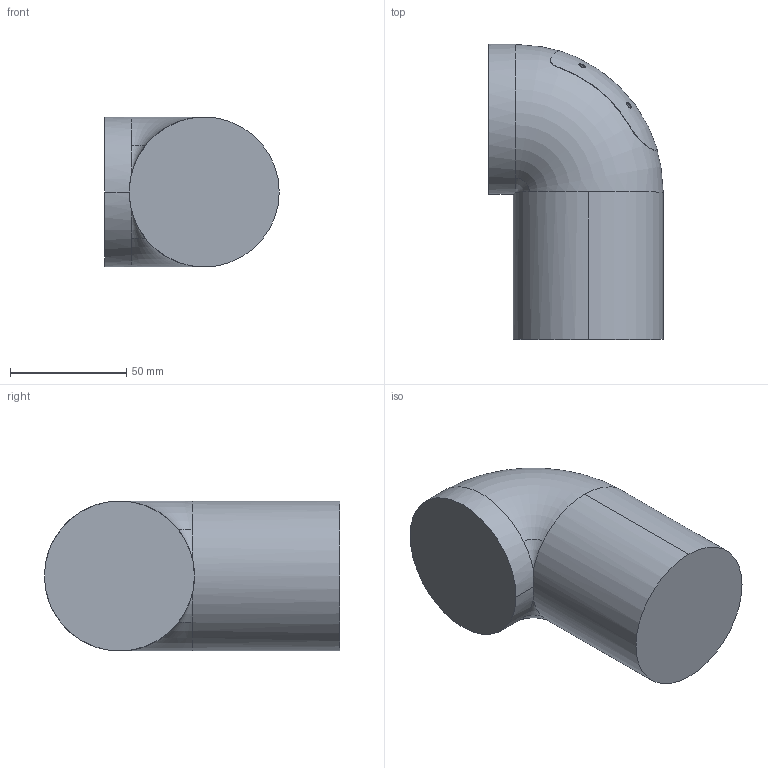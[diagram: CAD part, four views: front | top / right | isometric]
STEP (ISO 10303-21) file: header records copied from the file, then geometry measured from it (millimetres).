
FILE_DESCRIPTION (( 'STEP AP203' ), '1' );
FILE_NAME ('p2_Default_sldprt.STEP', '2024-01-07T19:18:48', ( '' ), ( '' ), 'SwSTEP 2.0', 'SolidWorks 2021', '' );
FILE_SCHEMA (( 'CONFIG_CONTROL_DESIGN' ));
Length unit declared in the file: millimetre
Products named in the file (1): p2_Default_sldprt
Bounding box: 75.11 x 127.05 x 64.57 mm (x, y, z)
Volume: 409354.6 mm3; surface area: 37184.6 mm2
Topology: 2 solids, 2 shells, 84 faces, 280 edges, 203 vertices
Faces by surface type: bspline 66, torus 10, cylinder 4, plane 2, cone 2
Entity records: 6637 total; most frequent: CARTESIAN_POINT 4751, ORIENTED_EDGE 556, EDGE_CURVE 278, B_SPLINE_CURVE_WITH_KNOTS 251, VERTEX_POINT 203, EDGE_LOOP 97, DIRECTION 84, ADVANCED_FACE 84
